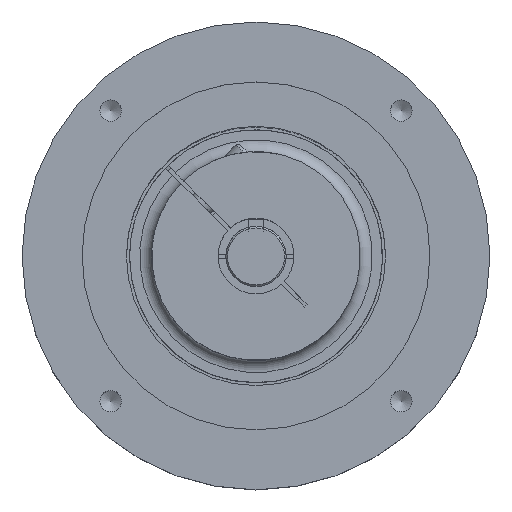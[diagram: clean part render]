
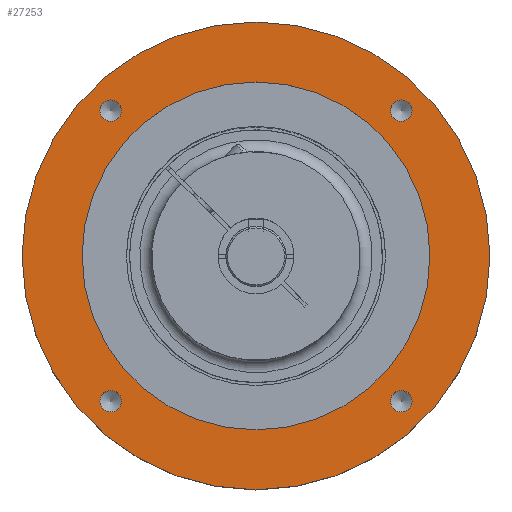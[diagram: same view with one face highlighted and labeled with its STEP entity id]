
A CAD part, top view. The second image highlights one B-rep face of the part: STEP entity #27253.
In plain terms, the highlighted planar face has unit normal (0, 0, 1).
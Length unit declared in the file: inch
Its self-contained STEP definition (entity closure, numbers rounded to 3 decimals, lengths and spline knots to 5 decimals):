
#305 = CARTESIAN_POINT ( 'NONE',  ( 1.80953, 1.80953, 8.12477 ) ) ;
#535 = EDGE_LOOP ( 'NONE', ( #15658 ) ) ;
#844 = EDGE_CURVE ( 'NONE', #9127, #9127, #1700, .T. ) ;
#1003 = EDGE_LOOP ( 'NONE', ( #1399 ) ) ;
#1399 = ORIENTED_EDGE ( 'NONE', *, *, #18326, .F. ) ;
#1698 = CARTESIAN_POINT ( 'NONE',  ( -1.67567, -1.80953, 8.12477 ) ) ;
#1700 = CIRCLE ( 'NONE', #21134, 0.13386 ) ;
#2017 = EDGE_LOOP ( 'NONE', ( #15656 ) ) ;
#2687 = VERTEX_POINT ( 'NONE', #13966 ) ;
#3755 = EDGE_CURVE ( 'NONE', #25502, #25502, #21606, .T. ) ;
#4078 = AXIS2_PLACEMENT_3D ( 'NONE', #305, #18541, #17956 ) ;
#4232 = EDGE_LOOP ( 'NONE', ( #25386 ) ) ;
#4555 = AXIS2_PLACEMENT_3D ( 'NONE', #28671, #20351, #8769 ) ;
#4715 = CARTESIAN_POINT ( 'NONE',  ( -1.80953, 1.80953, 8.12477 ) ) ;
#5594 = CARTESIAN_POINT ( 'NONE',  ( 2.91339, 0., 8.12477 ) ) ;
#6068 = AXIS2_PLACEMENT_3D ( 'NONE', #4715, #13570, #15600 ) ;
#6354 = EDGE_CURVE ( 'NONE', #9950, #9950, #19358, .T. ) ;
#8122 = EDGE_CURVE ( 'NONE', #12976, #12976, #12802, .T. ) ;
#8769 = DIRECTION ( 'NONE',  ( 1., 0., 0. ) ) ;
#8985 = CARTESIAN_POINT ( 'NONE',  ( 1.94338, -1.80953, 8.12477 ) ) ;
#9127 = VERTEX_POINT ( 'NONE', #8985 ) ;
#9601 = DIRECTION ( 'NONE',  ( 0., 0., -1. ) ) ;
#9624 = VERTEX_POINT ( 'NONE', #25308 ) ;
#9950 = VERTEX_POINT ( 'NONE', #27823 ) ;
#10463 = ORIENTED_EDGE ( 'NONE', *, *, #6354, .F. ) ;
#11262 = DIRECTION ( 'NONE',  ( 0., 0., 1. ) ) ;
#11517 = FACE_BOUND ( 'NONE', #4232, .T. ) ;
#11667 = PLANE ( 'NONE',  #4555 ) ;
#11925 = CARTESIAN_POINT ( 'NONE',  ( 0., 0., 8.12477 ) ) ;
#12802 = CIRCLE ( 'NONE', #14670, 0.13386 ) ;
#12976 = VERTEX_POINT ( 'NONE', #1698 ) ;
#13570 = DIRECTION ( 'NONE',  ( 0., 0., 1. ) ) ;
#13824 = FACE_BOUND ( 'NONE', #535, .T. ) ;
#13966 = CARTESIAN_POINT ( 'NONE',  ( 2.16634, 0., 8.12477 ) ) ;
#14670 = AXIS2_PLACEMENT_3D ( 'NONE', #24183, #17493, #19812 ) ;
#14843 = ORIENTED_EDGE ( 'NONE', *, *, #23176, .F. ) ;
#15447 = CARTESIAN_POINT ( 'NONE',  ( 1.80953, -1.80953, 8.12477 ) ) ;
#15577 = AXIS2_PLACEMENT_3D ( 'NONE', #11925, #9601, #20468 ) ;
#15600 = DIRECTION ( 'NONE',  ( 1., 0., 0. ) ) ;
#15656 = ORIENTED_EDGE ( 'NONE', *, *, #3755, .F. ) ;
#15658 = ORIENTED_EDGE ( 'NONE', *, *, #844, .F. ) ;
#17106 = CIRCLE ( 'NONE', #20350, 2.16634 ) ;
#17493 = DIRECTION ( 'NONE',  ( 0., 0., 1. ) ) ;
#17956 = DIRECTION ( 'NONE',  ( 1., 0., 0. ) ) ;
#18326 = EDGE_CURVE ( 'NONE', #2687, #2687, #17106, .T. ) ;
#18541 = DIRECTION ( 'NONE',  ( 0., 0., 1. ) ) ;
#18554 = CIRCLE ( 'NONE', #6068, 0.13386 ) ;
#19358 = CIRCLE ( 'NONE', #4078, 0.13386 ) ;
#19812 = DIRECTION ( 'NONE',  ( 1., 0., 0. ) ) ;
#20205 = FACE_BOUND ( 'NONE', #22001, .T. ) ;
#20243 = DIRECTION ( 'NONE',  ( 1., 0., 0. ) ) ;
#20350 = AXIS2_PLACEMENT_3D ( 'NONE', #21886, #11262, #20243 ) ;
#20351 = DIRECTION ( 'NONE',  ( 0., 0., 1. ) ) ;
#20468 = DIRECTION ( 'NONE',  ( 1., 0., 0. ) ) ;
#21134 = AXIS2_PLACEMENT_3D ( 'NONE', #15447, #21836, #26221 ) ;
#21606 = CIRCLE ( 'NONE', #15577, 2.91339 ) ;
#21836 = DIRECTION ( 'NONE',  ( 0., 0., 1. ) ) ;
#21886 = CARTESIAN_POINT ( 'NONE',  ( 0., 0., 8.12477 ) ) ;
#22001 = EDGE_LOOP ( 'NONE', ( #14843 ) ) ;
#22095 = FACE_BOUND ( 'NONE', #23513, .T. ) ;
#22682 = FACE_OUTER_BOUND ( 'NONE', #2017, .T. ) ;
#23176 = EDGE_CURVE ( 'NONE', #9624, #9624, #18554, .T. ) ;
#23513 = EDGE_LOOP ( 'NONE', ( #10463 ) ) ;
#24183 = CARTESIAN_POINT ( 'NONE',  ( -1.80953, -1.80953, 8.12477 ) ) ;
#25308 = CARTESIAN_POINT ( 'NONE',  ( -1.67567, 1.80953, 8.12477 ) ) ;
#25386 = ORIENTED_EDGE ( 'NONE', *, *, #8122, .F. ) ;
#25502 = VERTEX_POINT ( 'NONE', #5594 ) ;
#26221 = DIRECTION ( 'NONE',  ( 1., 0., 0. ) ) ;
#26618 = FACE_BOUND ( 'NONE', #1003, .T. ) ;
#27253 = ADVANCED_FACE ( 'NONE', ( #20205, #22095, #13824, #11517, #26618, #22682 ), #11667, .T. ) ;
#27823 = CARTESIAN_POINT ( 'NONE',  ( 1.94338, 1.80953, 8.12477 ) ) ;
#28671 = CARTESIAN_POINT ( 'NONE',  ( 0., 3.07087, 8.12477 ) ) ;
